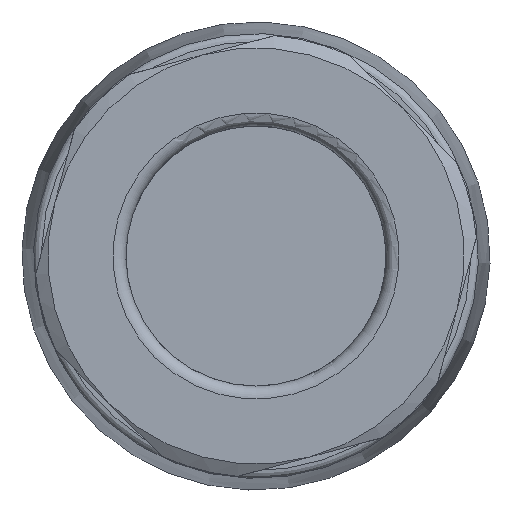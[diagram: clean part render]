
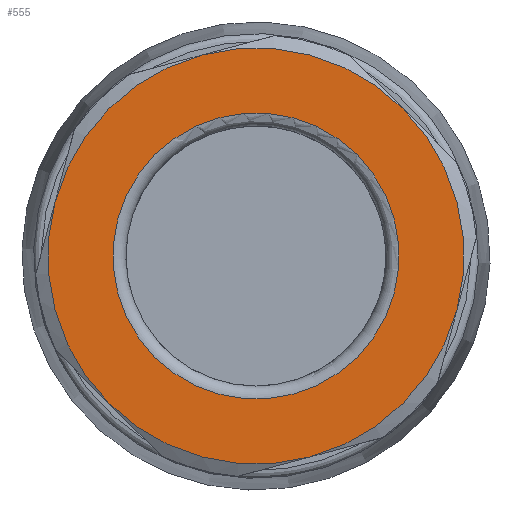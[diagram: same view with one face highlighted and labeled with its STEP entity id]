
A CAD part, front view. The second image highlights one B-rep face of the part: STEP entity #555.
In plain terms, the highlighted planar face has unit normal (0, -1, 0).
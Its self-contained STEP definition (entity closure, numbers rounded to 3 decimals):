
#555=ADVANCED_FACE('',(#813,#814),#639,.T.);
#639=PLANE('',#2811);
#741=CIRCLE('',#2790,8.);
#742=CIRCLE('',#2792,8.);
#744=CIRCLE('',#2796,8.);
#746=CIRCLE('',#2800,8.);
#748=CIRCLE('',#2804,8.);
#750=CIRCLE('',#2808,8.);
#751=CIRCLE('',#2810,5.5);
#813=FACE_BOUND('',#977,.T.);
#814=FACE_BOUND('',#978,.T.);
#977=EDGE_LOOP('',(#1605));
#978=EDGE_LOOP('',(#1606,#1607,#1608,#1609,#1610,#1611));
#1605=ORIENTED_EDGE('',*,*,#2233,.T.);
#1606=ORIENTED_EDGE('',*,*,#2204,.T.);
#1607=ORIENTED_EDGE('',*,*,#2206,.T.);
#1608=ORIENTED_EDGE('',*,*,#2214,.T.);
#1609=ORIENTED_EDGE('',*,*,#2218,.T.);
#1610=ORIENTED_EDGE('',*,*,#2224,.T.);
#1611=ORIENTED_EDGE('',*,*,#2230,.T.);
#1885=VERTEX_POINT('',#4949);
#1886=VERTEX_POINT('',#4951);
#1887=VERTEX_POINT('',#4958);
#1890=VERTEX_POINT('',#4982);
#1893=VERTEX_POINT('',#4992);
#1896=VERTEX_POINT('',#5009);
#1899=VERTEX_POINT('',#5036);
#2204=EDGE_CURVE('',#1886,#1885,#741,.T.);
#2206=EDGE_CURVE('',#1885,#1887,#742,.T.);
#2214=EDGE_CURVE('',#1887,#1890,#744,.T.);
#2218=EDGE_CURVE('',#1890,#1893,#746,.T.);
#2224=EDGE_CURVE('',#1893,#1896,#748,.T.);
#2230=EDGE_CURVE('',#1896,#1886,#750,.T.);
#2233=EDGE_CURVE('',#1899,#1899,#751,.T.);
#2790=AXIS2_PLACEMENT_3D('',#4950,#3413,#3414);
#2792=AXIS2_PLACEMENT_3D('',#4957,#3417,#3418);
#2796=AXIS2_PLACEMENT_3D('',#4983,#3427,#3428);
#2800=AXIS2_PLACEMENT_3D('',#4991,#3437,#3438);
#2804=AXIS2_PLACEMENT_3D('',#5008,#3447,#3448);
#2808=AXIS2_PLACEMENT_3D('',#5025,#3457,#3458);
#2810=AXIS2_PLACEMENT_3D('',#5035,#3461,#3462);
#2811=AXIS2_PLACEMENT_3D('',#5037,#3463,#3464);
#3413=DIRECTION('',(0.,-1.,0.));
#3414=DIRECTION('',(0.707,0.,-0.707));
#3417=DIRECTION('',(0.,-1.,0.));
#3418=DIRECTION('',(0.707,0.,-0.707));
#3427=DIRECTION('',(0.,-1.,0.));
#3428=DIRECTION('',(0.707,0.,-0.707));
#3437=DIRECTION('',(0.,-1.,0.));
#3438=DIRECTION('',(0.707,0.,-0.707));
#3447=DIRECTION('',(0.,-1.,0.));
#3448=DIRECTION('',(0.707,0.,-0.707));
#3457=DIRECTION('',(0.,-1.,0.));
#3458=DIRECTION('',(0.707,0.,-0.707));
#3461=DIRECTION('',(0.,1.,0.));
#3462=DIRECTION('',(0.707,0.,-0.707));
#3463=DIRECTION('',(0.,-1.,0.));
#3464=DIRECTION('',(0.707,0.,-0.707));
#4949=CARTESIAN_POINT('',(27.641,-76.,5.657));
#4950=CARTESIAN_POINT('',(21.985,-76.,0.));
#4951=CARTESIAN_POINT('',(29.712,-76.,-2.071));
#4957=CARTESIAN_POINT('',(21.985,-76.,0.));
#4958=CARTESIAN_POINT('',(19.914,-76.,7.727));
#4982=CARTESIAN_POINT('',(14.257,-76.,2.071));
#4983=CARTESIAN_POINT('',(21.985,-76.,0.));
#4991=CARTESIAN_POINT('',(21.985,-76.,0.));
#4992=CARTESIAN_POINT('',(16.328,-76.,-5.657));
#5008=CARTESIAN_POINT('',(21.985,-76.,0.));
#5009=CARTESIAN_POINT('',(24.055,-76.,-7.727));
#5025=CARTESIAN_POINT('',(21.985,-76.,0.));
#5035=CARTESIAN_POINT('',(21.985,-76.,0.));
#5036=CARTESIAN_POINT('',(25.874,-76.,-3.889));
#5037=CARTESIAN_POINT('',(15.974,-76.,6.01));
